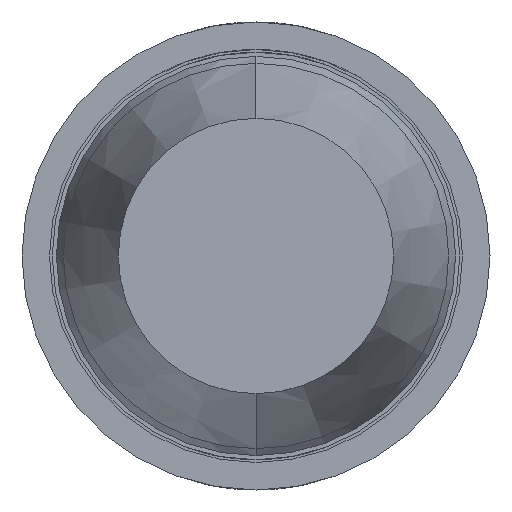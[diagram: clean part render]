
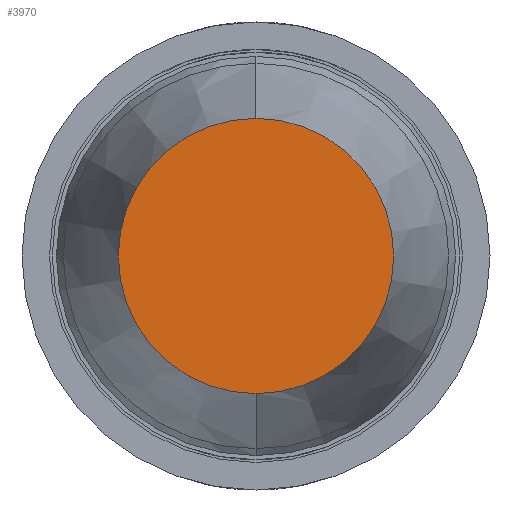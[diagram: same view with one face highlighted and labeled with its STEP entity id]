
A CAD part, front view. The second image highlights one B-rep face of the part: STEP entity #3970.
In plain terms, the highlighted planar face has unit normal (0, -1, 0).
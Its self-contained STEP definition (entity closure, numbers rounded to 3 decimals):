
#92 = CARTESIAN_POINT ( 'NONE',  ( 0., -36.5, 0. ) ) ;
#282 = DIRECTION ( 'NONE',  ( 0., -1., 0. ) ) ;
#331 = EDGE_CURVE ( 'Defeature ausgef�hrt1_68+Defeature ausgef�hrt1_67+Defeature ausgef�hrt1_67+Defeature ausgef�hrt1_67', #1871, #4080, #5729, .T. ) ;
#334 = CARTESIAN_POINT ( 'NONE',  ( 0., -36.5, 0. ) ) ;
#448 = DIRECTION ( 'NONE',  ( 0., 0., 1. ) ) ;
#1359 = AXIS2_PLACEMENT_3D ( 'NONE', #6900, #5746, #448 ) ;
#1745 = AXIS2_PLACEMENT_3D ( 'NONE', #92, #4518, #6116 ) ;
#1854 = AXIS2_PLACEMENT_3D ( 'NONE', #334, #282, #5580 ) ;
#1864 = EDGE_LOOP ( 'NONE', ( #4969, #2136 ) ) ;
#1871 = VERTEX_POINT ( 'NONE', #4051 ) ;
#2136 = ORIENTED_EDGE ( 'NONE', *, *, #6366, .T. ) ;
#3970 = ADVANCED_FACE ( 'Defeature ausgef�hrt1_68', ( #6532 ), #4215, .F. ) ;
#4051 = CARTESIAN_POINT ( 'NONE',  ( 0., -36.5, 0.5 ) ) ;
#4080 = VERTEX_POINT ( 'NONE', #5860 ) ;
#4215 = PLANE ( 'NONE',  #1359 ) ;
#4518 = DIRECTION ( 'NONE',  ( 0., -1., 0. ) ) ;
#4675 = CIRCLE ( 'NONE', #1854, 0.5 ) ;
#4969 = ORIENTED_EDGE ( 'NONE', *, *, #331, .T. ) ;
#5580 = DIRECTION ( 'NONE',  ( 0., 0., -1. ) ) ;
#5729 = CIRCLE ( 'NONE', #1745, 0.5 ) ;
#5746 = DIRECTION ( 'NONE',  ( 0., 1., 0. ) ) ;
#5860 = CARTESIAN_POINT ( 'NONE',  ( 0., -36.5, -0.5 ) ) ;
#6116 = DIRECTION ( 'NONE',  ( 0., 0., -1. ) ) ;
#6366 = EDGE_CURVE ( 'Defeature ausgef�hrt1_68+Defeature ausgef�hrt1_67+Defeature ausgef�hrt1_67+Defeature ausgef�hrt1_67', #4080, #1871, #4675, .T. ) ;
#6532 = FACE_OUTER_BOUND ( 'NONE', #1864, .T. ) ;
#6900 = CARTESIAN_POINT ( 'NONE',  ( 0.725, -36.5, 0. ) ) ;
